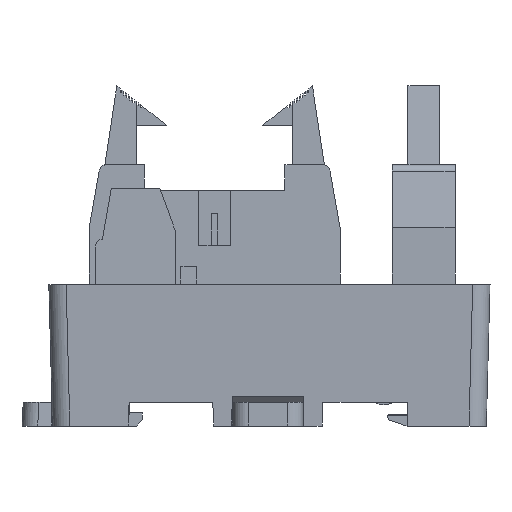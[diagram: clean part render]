
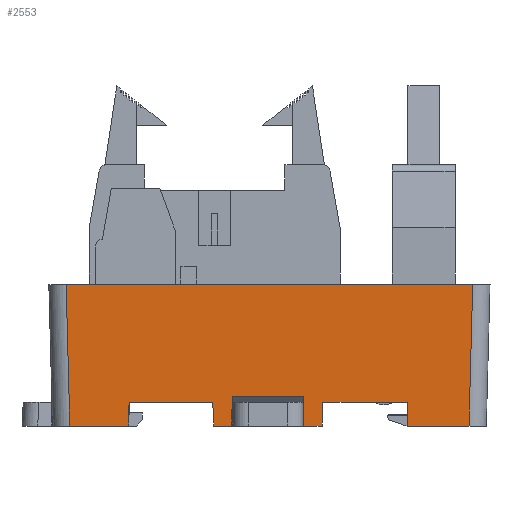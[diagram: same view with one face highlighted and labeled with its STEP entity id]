
A CAD part, left-side view. The second image highlights one B-rep face of the part: STEP entity #2553.
In plain terms, the highlighted planar face has unit normal (-1, 0, -0.026).
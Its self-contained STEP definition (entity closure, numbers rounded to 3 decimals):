
#1172=FACE_OUTER_BOUND('',#5577,.T.);
#2553=ADVANCED_FACE('',(#1172),#3905,.T.);
#3905=PLANE('',#27283);
#5577=EDGE_LOOP('',(#7882,#7883,#7884,#7885,#7886,#7887,#7888,#7889,#7890,
#7891,#7892,#7893,#7894,#7895,#7896,#7897));
#7882=ORIENTED_EDGE('',*,*,#17168,.F.);
#7883=ORIENTED_EDGE('',*,*,#17127,.T.);
#7884=ORIENTED_EDGE('',*,*,#17172,.T.);
#7885=ORIENTED_EDGE('',*,*,#16778,.T.);
#7886=ORIENTED_EDGE('',*,*,#17182,.T.);
#7887=ORIENTED_EDGE('',*,*,#16971,.T.);
#7888=ORIENTED_EDGE('',*,*,#17185,.T.);
#7889=ORIENTED_EDGE('',*,*,#16951,.F.);
#7890=ORIENTED_EDGE('',*,*,#17190,.T.);
#7891=ORIENTED_EDGE('',*,*,#16967,.T.);
#7892=ORIENTED_EDGE('',*,*,#16988,.F.);
#7893=ORIENTED_EDGE('',*,*,#16792,.T.);
#7894=ORIENTED_EDGE('',*,*,#17159,.F.);
#7895=ORIENTED_EDGE('',*,*,#17123,.T.);
#7896=ORIENTED_EDGE('',*,*,#17163,.F.);
#7897=ORIENTED_EDGE('',*,*,#17166,.T.);
#14368=VERTEX_POINT('',#35461);
#14369=VERTEX_POINT('',#35463);
#14382=VERTEX_POINT('',#35489);
#14383=VERTEX_POINT('',#35491);
#14499=VERTEX_POINT('',#35808);
#14500=VERTEX_POINT('',#35810);
#14508=VERTEX_POINT('',#35835);
#14509=VERTEX_POINT('',#35837);
#14512=VERTEX_POINT('',#35844);
#14513=VERTEX_POINT('',#35846);
#14604=VERTEX_POINT('',#36150);
#14606=VERTEX_POINT('',#36155);
#14609=VERTEX_POINT('',#36163);
#14610=VERTEX_POINT('',#36165);
#14629=VERTEX_POINT('',#36234);
#14630=VERTEX_POINT('',#36239);
#16778=EDGE_CURVE('',#14369,#14368,#20396,.T.);
#16792=EDGE_CURVE('',#14383,#14382,#20408,.T.);
#16951=EDGE_CURVE('',#14499,#14500,#20559,.T.);
#16967=EDGE_CURVE('',#14509,#14508,#20572,.T.);
#16971=EDGE_CURVE('',#14513,#14512,#20574,.T.);
#16988=EDGE_CURVE('',#14383,#14508,#20590,.T.);
#17123=EDGE_CURVE('',#14604,#14606,#20720,.T.);
#17127=EDGE_CURVE('',#14610,#14609,#20723,.T.);
#17159=EDGE_CURVE('',#14604,#14382,#20755,.T.);
#17163=EDGE_CURVE('',#14629,#14606,#20759,.T.);
#17166=EDGE_CURVE('',#14629,#14630,#20762,.T.);
#17168=EDGE_CURVE('',#14610,#14630,#20764,.T.);
#17172=EDGE_CURVE('',#14609,#14369,#20768,.T.);
#17182=EDGE_CURVE('',#14368,#14513,#20776,.T.);
#17185=EDGE_CURVE('',#14512,#14500,#20779,.T.);
#17190=EDGE_CURVE('',#14499,#14509,#20784,.T.);
#20396=LINE('',#35462,#23820);
#20408=LINE('',#35490,#23832);
#20559=LINE('',#35809,#23983);
#20572=LINE('',#35836,#23996);
#20574=LINE('',#35845,#23998);
#20590=LINE('',#35878,#24014);
#20720=LINE('',#36156,#24144);
#20723=LINE('',#36164,#24147);
#20755=LINE('',#36227,#24179);
#20759=LINE('',#36235,#24183);
#20762=LINE('',#36240,#24186);
#20764=LINE('',#36243,#24188);
#20768=LINE('',#36250,#24192);
#20776=LINE('',#36269,#24200);
#20779=LINE('',#36274,#24203);
#20784=LINE('',#36286,#24208);
#23820=VECTOR('',#28791,1.);
#23832=VECTOR('',#28807,1.);
#23983=VECTOR('',#29060,1.);
#23996=VECTOR('',#29083,1.);
#23998=VECTOR('',#29091,1.);
#24014=VECTOR('',#29117,1.);
#24144=VECTOR('',#29379,1.);
#24147=VECTOR('',#29386,1.);
#24179=VECTOR('',#29442,1.);
#24183=VECTOR('',#29452,1.);
#24186=VECTOR('',#29457,1.);
#24188=VECTOR('',#29461,1.);
#24192=VECTOR('',#29471,1.);
#24200=VECTOR('',#29497,1.);
#24203=VECTOR('',#29504,1.);
#24208=VECTOR('',#29523,1.);
#27283=AXIS2_PLACEMENT_3D('',#36288,#29526,#29527);
#28791=DIRECTION('',(0.,-1.,0.));
#28807=DIRECTION('',(0.,-1.,0.));
#29060=DIRECTION('',(0.,-1.,0.));
#29083=DIRECTION('',(0.,-1.,0.));
#29091=DIRECTION('',(0.,-1.,0.));
#29117=DIRECTION('',(0.026,0.017,-1.));
#29379=DIRECTION('',(0.,-1.,0.));
#29386=DIRECTION('',(0.,-1.,0.));
#29442=DIRECTION('',(-0.026,0.035,0.999));
#29452=DIRECTION('',(0.026,0.009,-1.));
#29457=DIRECTION('',(0.,-1.,0.));
#29461=DIRECTION('',(-0.026,0.009,1.));
#29471=DIRECTION('',(-0.026,-0.035,0.999));
#29497=DIRECTION('',(0.026,-0.017,-1.));
#29504=DIRECTION('',(-0.026,-0.026,0.999));
#29523=DIRECTION('',(0.026,-0.026,-0.999));
#29526=DIRECTION('',(-1.,0.,-0.026));
#29527=DIRECTION('',(0.026,0.,-1.));
#35461=CARTESIAN_POINT('',(-209.057,162.449,175.));
#35462=CARTESIAN_POINT('',(-209.057,180.199,175.));
#35463=CARTESIAN_POINT('',(-209.057,173.199,175.));
#35489=CARTESIAN_POINT('',(-209.057,187.199,175.));
#35490=CARTESIAN_POINT('',(-209.057,180.199,175.));
#35491=CARTESIAN_POINT('',(-209.057,197.849,175.));
#35808=CARTESIAN_POINT('',(-209.45,205.85,190.));
#35809=CARTESIAN_POINT('',(-209.45,179.699,190.));
#35810=CARTESIAN_POINT('',(-209.45,154.148,190.));
#35835=CARTESIAN_POINT('',(-208.979,197.901,172.));
#35836=CARTESIAN_POINT('',(-208.979,180.199,172.));
#35837=CARTESIAN_POINT('',(-208.979,205.378,172.));
#35844=CARTESIAN_POINT('',(-208.979,154.62,172.));
#35845=CARTESIAN_POINT('',(-208.979,179.699,172.));
#35846=CARTESIAN_POINT('',(-208.979,162.397,172.));
#35878=CARTESIAN_POINT('',(-209.026,197.87,173.796));
#36150=CARTESIAN_POINT('',(-208.979,187.094,172.));
#36155=CARTESIAN_POINT('',(-208.979,184.775,172.));
#36156=CARTESIAN_POINT('',(-208.979,180.199,172.));
#36163=CARTESIAN_POINT('',(-208.979,173.304,172.));
#36164=CARTESIAN_POINT('',(-208.979,180.199,172.));
#36165=CARTESIAN_POINT('',(-208.979,175.623,172.));
#36227=CARTESIAN_POINT('',(-209.026,187.157,173.798));
#36234=CARTESIAN_POINT('',(-209.076,184.743,175.726));
#36235=CARTESIAN_POINT('',(-209.451,184.618,190.04));
#36239=CARTESIAN_POINT('',(-209.076,175.655,175.726));
#36240=CARTESIAN_POINT('',(-209.076,-29.246,175.726));
#36243=CARTESIAN_POINT('',(-209.451,175.78,190.032));
#36250=CARTESIAN_POINT('',(-209.444,172.684,189.753));
#36269=CARTESIAN_POINT('',(-209.458,162.716,190.294));
#36274=CARTESIAN_POINT('',(-209.433,154.166,189.34));
#36286=CARTESIAN_POINT('',(-209.433,205.833,189.34));
#36288=CARTESIAN_POINT('',(-209.45,179.699,189.997));
